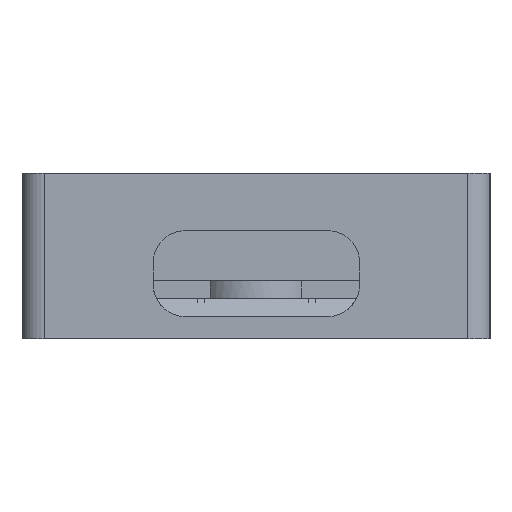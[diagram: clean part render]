
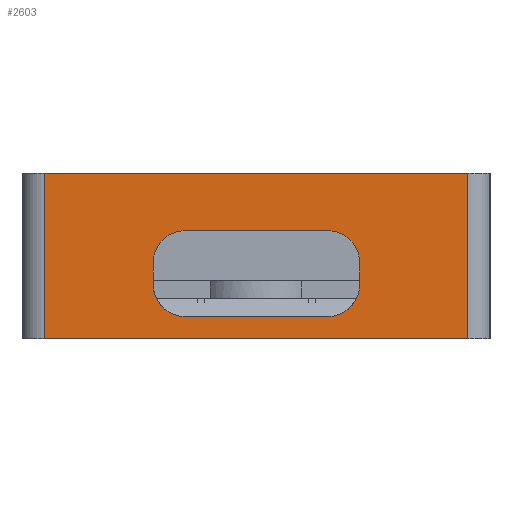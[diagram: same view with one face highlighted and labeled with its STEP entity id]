
A CAD part, left-side view. The second image highlights one B-rep face of the part: STEP entity #2603.
In plain terms, the highlighted planar face has unit normal (-1, 0, 0).
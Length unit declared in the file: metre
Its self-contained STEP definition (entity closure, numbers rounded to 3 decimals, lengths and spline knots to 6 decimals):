
#68=CIRCLE('',#2775,0.001431);
#69=CIRCLE('',#2776,0.001431);
#70=CIRCLE('',#2777,0.001431);
#71=CIRCLE('',#2778,0.001431);
#266=LINE('',#4019,#576);
#267=LINE('',#4023,#577);
#268=LINE('',#4027,#578);
#269=LINE('',#4031,#579);
#270=LINE('',#4032,#580);
#271=LINE('',#4035,#581);
#272=LINE('',#4037,#582);
#273=LINE('',#4039,#583);
#576=VECTOR('',#3193,1.);
#577=VECTOR('',#3196,1.);
#578=VECTOR('',#3199,1.);
#579=VECTOR('',#3202,1.);
#580=VECTOR('',#3203,1.);
#581=VECTOR('',#3204,1.);
#582=VECTOR('',#3205,1.);
#583=VECTOR('',#3206,1.);
#952=ORIENTED_EDGE('',*,*,#1678,.F.);
#953=ORIENTED_EDGE('',*,*,#1679,.T.);
#954=ORIENTED_EDGE('',*,*,#1680,.T.);
#955=ORIENTED_EDGE('',*,*,#1681,.T.);
#956=ORIENTED_EDGE('',*,*,#1682,.T.);
#957=ORIENTED_EDGE('',*,*,#1683,.T.);
#958=ORIENTED_EDGE('',*,*,#1684,.T.);
#959=ORIENTED_EDGE('',*,*,#1685,.F.);
#960=ORIENTED_EDGE('',*,*,#1686,.T.);
#961=ORIENTED_EDGE('',*,*,#1687,.T.);
#962=ORIENTED_EDGE('',*,*,#1688,.F.);
#963=ORIENTED_EDGE('',*,*,#1689,.T.);
#1678=EDGE_CURVE('',#2034,#2035,#68,.T.);
#1679=EDGE_CURVE('',#2034,#2036,#266,.T.);
#1680=EDGE_CURVE('',#2036,#2037,#69,.T.);
#1681=EDGE_CURVE('',#2037,#2038,#267,.T.);
#1682=EDGE_CURVE('',#2038,#2039,#70,.T.);
#1683=EDGE_CURVE('',#2039,#2040,#268,.T.);
#1684=EDGE_CURVE('',#2040,#2041,#71,.T.);
#1685=EDGE_CURVE('',#2035,#2041,#269,.T.);
#1686=EDGE_CURVE('',#2042,#2043,#270,.T.);
#1687=EDGE_CURVE('',#2043,#2044,#271,.T.);
#1688=EDGE_CURVE('',#2045,#2044,#272,.T.);
#1689=EDGE_CURVE('',#2045,#2042,#273,.F.);
#2034=VERTEX_POINT('',#4017);
#2035=VERTEX_POINT('',#4018);
#2036=VERTEX_POINT('',#4020);
#2037=VERTEX_POINT('',#4022);
#2038=VERTEX_POINT('',#4024);
#2039=VERTEX_POINT('',#4026);
#2040=VERTEX_POINT('',#4028);
#2041=VERTEX_POINT('',#4030);
#2042=VERTEX_POINT('',#4033);
#2043=VERTEX_POINT('',#4034);
#2044=VERTEX_POINT('',#4036);
#2045=VERTEX_POINT('',#4038);
#2191=EDGE_LOOP('',(#952,#953,#954,#955,#956,#957,#958,#959));
#2192=EDGE_LOOP('',(#960,#961,#962,#963));
#2349=FACE_BOUND('',#2191,.T.);
#2350=FACE_BOUND('',#2192,.T.);
#2505=PLANE('',#2774);
#2603=ADVANCED_FACE('',(#2349,#2350),#2505,.T.);
#2774=AXIS2_PLACEMENT_3D('',#4015,#3189,#3190);
#2775=AXIS2_PLACEMENT_3D('',#4016,#3191,#3192);
#2776=AXIS2_PLACEMENT_3D('',#4021,#3194,#3195);
#2777=AXIS2_PLACEMENT_3D('',#4025,#3197,#3198);
#2778=AXIS2_PLACEMENT_3D('',#4029,#3200,#3201);
#3189=DIRECTION('',(-1.,0.,0.));
#3190=DIRECTION('',(0.,0.,-1.));
#3191=DIRECTION('',(-1.,0.,0.));
#3192=DIRECTION('',(0.,0.,-1.));
#3193=DIRECTION('',(0.,1.,0.));
#3194=DIRECTION('',(1.,0.,0.));
#3195=DIRECTION('',(0.,0.,-1.));
#3196=DIRECTION('',(0.,0.,1.));
#3197=DIRECTION('',(1.,0.,0.));
#3198=DIRECTION('',(0.,0.,-1.));
#3199=DIRECTION('',(0.,-1.,0.));
#3200=DIRECTION('',(1.,0.,0.));
#3201=DIRECTION('',(0.,0.,-1.));
#3202=DIRECTION('',(0.,0.,1.));
#3203=DIRECTION('',(0.,1.,0.));
#3204=DIRECTION('',(0.,0.,-1.));
#3205=DIRECTION('',(0.,1.,0.));
#3206=DIRECTION('',(0.,0.,-1.));
#4015=CARTESIAN_POINT('',(-0.002164,-0.01169,0.010996));
#4016=CARTESIAN_POINT('',(-0.002164,-0.014884,0.006827));
#4017=CARTESIAN_POINT('',(-0.002164,-0.014884,0.005396));
#4018=CARTESIAN_POINT('',(-0.002164,-0.016315,0.006827));
#4019=CARTESIAN_POINT('',(-0.002164,-0.01171,0.005396));
#4020=CARTESIAN_POINT('',(-0.002164,-0.008535,0.005396));
#4021=CARTESIAN_POINT('',(-0.002164,-0.008535,0.006827));
#4022=CARTESIAN_POINT('',(-0.002164,-0.007104,0.006827));
#4023=CARTESIAN_POINT('',(-0.002164,-0.007104,0.007112));
#4024=CARTESIAN_POINT('',(-0.002164,-0.007104,0.007796));
#4025=CARTESIAN_POINT('',(-0.002164,-0.008535,0.007796));
#4026=CARTESIAN_POINT('',(-0.002164,-0.008535,0.009228));
#4027=CARTESIAN_POINT('',(-0.002164,-0.01171,0.009228));
#4028=CARTESIAN_POINT('',(-0.002164,-0.014884,0.009228));
#4029=CARTESIAN_POINT('',(-0.002164,-0.014884,0.007796));
#4030=CARTESIAN_POINT('',(-0.002164,-0.016315,0.007796));
#4031=CARTESIAN_POINT('',(-0.002164,-0.016315,0.007112));
#4032=CARTESIAN_POINT('',(-0.002164,-0.01169,0.011796));
#4033=CARTESIAN_POINT('',(-0.002164,-0.021127,0.011796));
#4034=CARTESIAN_POINT('',(-0.002164,-0.002252,0.011796));
#4035=CARTESIAN_POINT('',(-0.002164,-0.002252,0.010996));
#4036=CARTESIAN_POINT('',(-0.002164,-0.002252,0.004396));
#4037=CARTESIAN_POINT('',(-0.002164,-0.01169,0.004396));
#4038=CARTESIAN_POINT('',(-0.002164,-0.021127,0.004396));
#4039=CARTESIAN_POINT('',(-0.002164,-0.021127,0.011596));
